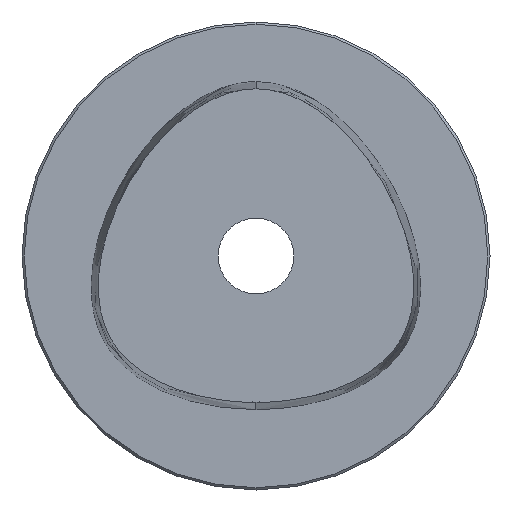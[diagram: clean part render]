
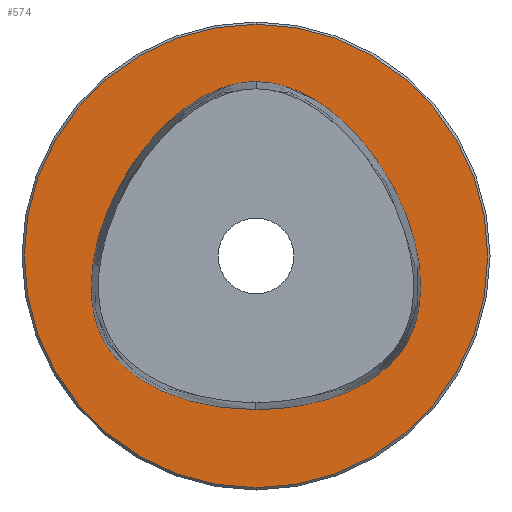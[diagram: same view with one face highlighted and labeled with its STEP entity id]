
A CAD part, left-side view. The second image highlights one B-rep face of the part: STEP entity #574.
In plain terms, the highlighted planar face has unit normal (-1, 0, 0).
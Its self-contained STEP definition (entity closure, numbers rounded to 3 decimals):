
#92=CARTESIAN_POINT('',(0.,0.,-20.676));
#93=CARTESIAN_POINT('',(0.,1.119,-20.676));
#94=CARTESIAN_POINT('',(0.,3.3,-20.571));
#95=CARTESIAN_POINT('',(0.,6.4,-20.137));
#96=CARTESIAN_POINT('',(0.,9.34,-19.436));
#97=CARTESIAN_POINT('',(0.,12.101,-18.471));
#98=CARTESIAN_POINT('',(0.,14.682,-17.211));
#99=CARTESIAN_POINT('',(0.,16.973,-15.67));
#100=CARTESIAN_POINT('',(0.,18.919,-13.839));
#101=CARTESIAN_POINT('',(0.,20.438,-11.735));
#102=CARTESIAN_POINT('',(0.,21.479,-9.358));
#103=CARTESIAN_POINT('',(0.,22.072,-6.759));
#104=CARTESIAN_POINT('',(0.,22.246,-3.995));
#105=CARTESIAN_POINT('',(0.,22.032,-1.139));
#106=CARTESIAN_POINT('',(0.,21.484,1.699));
#107=CARTESIAN_POINT('',(0.,20.626,4.564));
#108=CARTESIAN_POINT('',(0.,19.444,7.473));
#109=CARTESIAN_POINT('',(0.,17.957,10.349));
#110=CARTESIAN_POINT('',(0.,16.198,13.1));
#111=CARTESIAN_POINT('',(0.,14.237,15.615));
#112=CARTESIAN_POINT('',(0.,12.153,17.815));
#113=CARTESIAN_POINT('',(0.,9.951,19.71));
#114=CARTESIAN_POINT('',(0.,7.59,21.305));
#115=CARTESIAN_POINT('',(0.,5.12,22.522));
#116=CARTESIAN_POINT('',(0.,2.535,23.302));
#117=CARTESIAN_POINT('',(0.,0.845,23.476));
#118=CARTESIAN_POINT('',(0.,0.,23.476));
#157=CARTESIAN_POINT('',(0.,0.,0.));
#158=DIRECTION('',(-1.,0.,0.));
#159=DIRECTION('',(0.,0.,1.));
#160=AXIS2_PLACEMENT_3D('',#157,#158,#159);
#165=CARTESIAN_POINT('',(0.,0.,0.));
#166=DIRECTION('',(-1.,0.,0.));
#167=DIRECTION('',(0.,0.,-1.));
#168=AXIS2_PLACEMENT_3D('',#165,#166,#167);
#173=CARTESIAN_POINT('',(0.,0.,23.476));
#174=CARTESIAN_POINT('',(0.,-3.428,23.476));
#175=CARTESIAN_POINT('',(-0.001,-10.27,
20.56));
#176=CARTESIAN_POINT('',(-0.001,-18.556,
10.713));
#177=CARTESIAN_POINT('',(-0.001,-22.941,
-1.384));
#178=CARTESIAN_POINT('',(-0.001,-21.594,
-12.467));
#179=CARTESIAN_POINT('',(-0.001,-12.669,
-19.176));
#180=CARTESIAN_POINT('',(0.,-4.224,-20.676));
#181=CARTESIAN_POINT('',(0.,0.,-20.676));
#457=CARTESIAN_POINT('',(0.,0.,31.2));
#458=CARTESIAN_POINT('',(0.,0.,-31.2));
#459=VERTEX_POINT('',#457);
#460=VERTEX_POINT('',#458);
#467=VERTEX_POINT('',#173);
#468=VERTEX_POINT('',#181);
#558=CARTESIAN_POINT('',(0.,0.,0.));
#559=DIRECTION('',(1.,0.,0.));
#560=DIRECTION('',(0.,0.,-1.));
#561=AXIS2_PLACEMENT_3D('',#558,#559,#560);
#562=PLANE('',#561);
#564=ORIENTED_EDGE('',*,*,#563,.F.);
#566=ORIENTED_EDGE('',*,*,#565,.F.);
#567=EDGE_LOOP('',(#564,#566));
#568=FACE_OUTER_BOUND('',#567,.F.);
#570=ORIENTED_EDGE('',*,*,#569,.F.);
#571=ORIENTED_EDGE('',*,*,#548,.F.);
#572=EDGE_LOOP('',(#570,#571));
#573=FACE_BOUND('',#572,.F.);
#119=B_SPLINE_CURVE_WITH_KNOTS('',3,(#92,#93,#94,#95,#96,#97,#98,#99,#100,#101,
#102,#103,#104,#105,#106,#107,#108,#109,#110,#111,#112,#113,#114,#115,#116,#117,
#118),.UNSPECIFIED.,.F.,.F.,(4,1,1,1,1,1,1,1,1,1,1,1,1,1,1,1,1,1,1,1,1,1,1,1,4),
(0.,0.042,0.083,0.125,0.167,
0.208,0.25,0.292,0.333,0.375,
0.417,0.458,0.5,0.542,0.583,
0.625,0.667,0.708,0.75,0.792,
0.833,0.875,0.917,0.958,1.),
.UNSPECIFIED.);
#161=CIRCLE('',#160,31.2);
#169=CIRCLE('',#168,31.2);
#182=B_SPLINE_CURVE_WITH_KNOTS('',3,(#173,#174,#175,#176,#177,#178,#179,#180,
#181),.UNSPECIFIED.,.F.,.F.,(4,1,1,1,1,1,4),(0.,0.167,
0.333,0.5,0.667,0.833,1.),
.UNSPECIFIED.);
#548=EDGE_CURVE('',#468,#467,#119,.T.);
#563=EDGE_CURVE('',#459,#460,#161,.T.);
#565=EDGE_CURVE('',#460,#459,#169,.T.);
#569=EDGE_CURVE('',#467,#468,#182,.T.);
#574=ADVANCED_FACE('',(#568,#573),#562,.F.);
